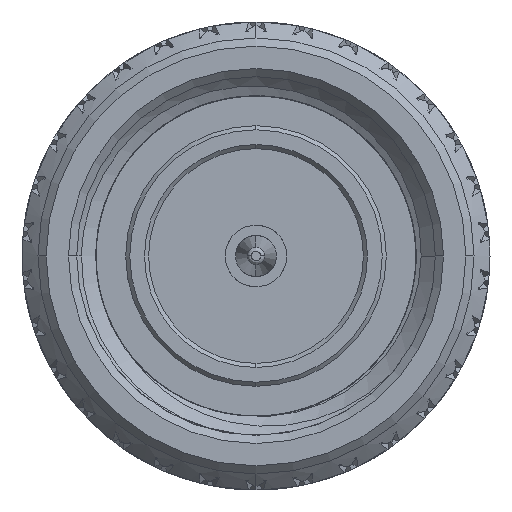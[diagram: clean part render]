
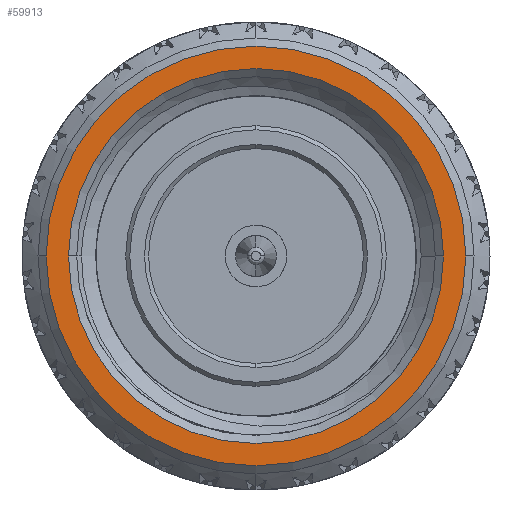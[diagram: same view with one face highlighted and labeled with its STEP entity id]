
A CAD part, left-side view. The second image highlights one B-rep face of the part: STEP entity #59913.
In plain terms, the highlighted planar face has unit normal (-1, 0, 0).
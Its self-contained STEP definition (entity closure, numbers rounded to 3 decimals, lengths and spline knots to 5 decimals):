
#2714 = VERTEX_POINT ( 'NONE', #27308 ) ;
#4457 = CARTESIAN_POINT ( 'NONE',  ( 0., 0., 0. ) ) ;
#5108 = EDGE_CURVE ( 'NONE', #40709, #74041, #67193, .T. ) ;
#9536 = DIRECTION ( 'NONE',  ( -1., 0., 0. ) ) ;
#9967 = ORIENTED_EDGE ( 'NONE', *, *, #10329, .T. ) ;
#10329 = EDGE_CURVE ( 'NONE', #74041, #40709, #20314, .T. ) ;
#10563 = DIRECTION ( 'NONE',  ( 0., 1., 0. ) ) ;
#10988 = FACE_OUTER_BOUND ( 'NONE', #20591, .T. ) ;
#13306 = ORIENTED_EDGE ( 'NONE', *, *, #13786, .T. ) ;
#13676 = DIRECTION ( 'NONE',  ( 0., 1., 0. ) ) ;
#13786 = EDGE_CURVE ( 'NONE', #2714, #78043, #55882, .T. ) ;
#15389 = CARTESIAN_POINT ( 'NONE',  ( 0., 0., 0. ) ) ;
#17538 = DIRECTION ( 'NONE',  ( 1., 0., 0. ) ) ;
#19498 = DIRECTION ( 'NONE',  ( -1., 0., 0. ) ) ;
#20314 = CIRCLE ( 'NONE', #40061, 0.22875 ) ;
#20591 = EDGE_LOOP ( 'NONE', ( #13306, #53903 ) ) ;
#20689 = CIRCLE ( 'NONE', #25526, 0.256 ) ;
#22158 = ORIENTED_EDGE ( 'NONE', *, *, #5108, .T. ) ;
#25526 = AXIS2_PLACEMENT_3D ( 'NONE', #25897, #19498, #13676 ) ;
#25897 = CARTESIAN_POINT ( 'NONE',  ( 0., 0., 0. ) ) ;
#27308 = CARTESIAN_POINT ( 'NONE',  ( 0., 0.256, 0. ) ) ;
#29244 = PLANE ( 'NONE',  #36339 ) ;
#34011 = EDGE_LOOP ( 'NONE', ( #9967, #22158 ) ) ;
#36339 = AXIS2_PLACEMENT_3D ( 'NONE', #47723, #17538, #71660 ) ;
#40061 = AXIS2_PLACEMENT_3D ( 'NONE', #4457, #46879, #10563 ) ;
#40709 = VERTEX_POINT ( 'NONE', #48481 ) ;
#43465 = CARTESIAN_POINT ( 'NONE',  ( 0., 0., 0. ) ) ;
#44592 = EDGE_CURVE ( 'NONE', #78043, #2714, #20689, .T. ) ;
#46388 = DIRECTION ( 'NONE',  ( 0., 1., 0. ) ) ;
#46879 = DIRECTION ( 'NONE',  ( 1., 0., 0. ) ) ;
#47723 = CARTESIAN_POINT ( 'NONE',  ( 0., 0.27, 0. ) ) ;
#48481 = CARTESIAN_POINT ( 'NONE',  ( 0., 0.22875, 0. ) ) ;
#50823 = FACE_BOUND ( 'NONE', #34011, .T. ) ;
#53903 = ORIENTED_EDGE ( 'NONE', *, *, #44592, .T. ) ;
#55882 = CIRCLE ( 'NONE', #76990, 0.256 ) ;
#59913 = ADVANCED_FACE ( 'NONE', ( #50823, #10988 ), #29244, .F. ) ;
#61504 = DIRECTION ( 'NONE',  ( 1., 0., 0. ) ) ;
#61747 = DIRECTION ( 'NONE',  ( 0., 1., 0. ) ) ;
#62466 = CARTESIAN_POINT ( 'NONE',  ( 0., -0.22875, 0. ) ) ;
#62601 = AXIS2_PLACEMENT_3D ( 'NONE', #43465, #61504, #61747 ) ;
#67193 = CIRCLE ( 'NONE', #62601, 0.22875 ) ;
#71660 = DIRECTION ( 'NONE',  ( 0., 1., 0. ) ) ;
#71793 = CARTESIAN_POINT ( 'NONE',  ( 0., -0.256, 0. ) ) ;
#74041 = VERTEX_POINT ( 'NONE', #62466 ) ;
#76990 = AXIS2_PLACEMENT_3D ( 'NONE', #15389, #9536, #46388 ) ;
#78043 = VERTEX_POINT ( 'NONE', #71793 ) ;
